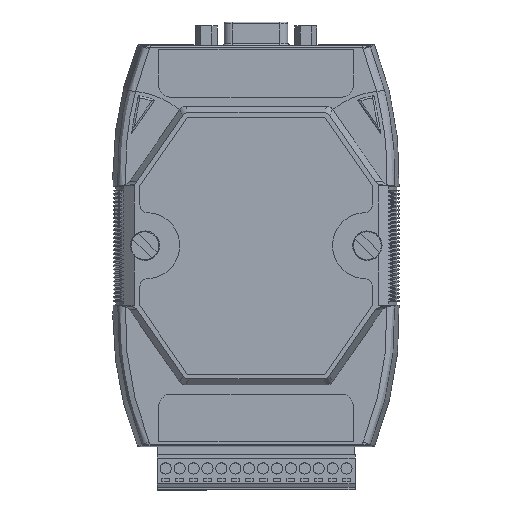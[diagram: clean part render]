
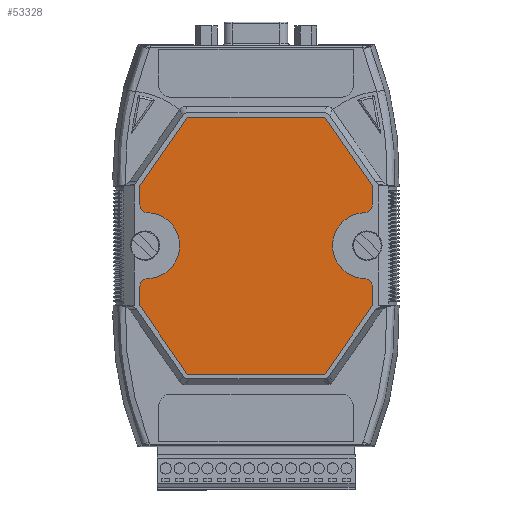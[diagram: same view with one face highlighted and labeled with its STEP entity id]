
A CAD part, top view. The second image highlights one B-rep face of the part: STEP entity #53328.
In plain terms, the highlighted face is planar.
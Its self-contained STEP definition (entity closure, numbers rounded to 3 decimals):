
#857 = DIRECTION ( 'NONE',  ( 0., 0., 1. ) ) ;
#2147 = DIRECTION ( 'NONE',  ( 0., 0., -1. ) ) ;
#3660 = EDGE_CURVE ( 'NONE', #5155, #13329, #66823, .T. ) ;
#3954 = EDGE_LOOP ( 'NONE', ( #115118, #56679, #33939, #52884, #75169, #77301, #45544, #43335, #19745, #109493, #14532, #96395, #26903, #64311, #60446, #56120 ) ) ;
#4318 = EDGE_CURVE ( 'NONE', #16762, #5256, #30445, .T. ) ;
#4335 = LINE ( 'NONE', #62239, #96424 ) ;
#5155 = VERTEX_POINT ( 'NONE', #8792 ) ;
#5256 = VERTEX_POINT ( 'NONE', #54450 ) ;
#5806 = CARTESIAN_POINT ( 'NONE',  ( 17.305, 0.3, -32.35 ) ) ;
#5994 = DIRECTION ( 'NONE',  ( 0., 1., 0. ) ) ;
#6546 = CARTESIAN_POINT ( 'NONE',  ( -27.308, 0.3, 8.296 ) ) ;
#8792 = CARTESIAN_POINT ( 'NONE',  ( -29.25, 0.3, -15.163 ) ) ;
#9289 = CARTESIAN_POINT ( 'NONE',  ( 29.25, 0.3, -10.296 ) ) ;
#10383 = CARTESIAN_POINT ( 'NONE',  ( -29.25, 0.3, 15.163 ) ) ;
#10451 = CIRCLE ( 'NONE', #33875, 2. ) ;
#12402 = EDGE_CURVE ( 'NONE', #111177, #102662, #43556, .T. ) ;
#12668 = CARTESIAN_POINT ( 'NONE',  ( 27.25, 0.3, 10.296 ) ) ;
#13329 = VERTEX_POINT ( 'NONE', #99735 ) ;
#14532 = ORIENTED_EDGE ( 'NONE', *, *, #44840, .T. ) ;
#15049 = VERTEX_POINT ( 'NONE', #32938 ) ;
#16646 = LINE ( 'NONE', #113960, #108724 ) ;
#16762 = VERTEX_POINT ( 'NONE', #25398 ) ;
#16909 = DIRECTION ( 'NONE',  ( -0.571, 0., -0.821 ) ) ;
#17013 = LINE ( 'NONE', #97640, #61747 ) ;
#17676 = DIRECTION ( 'NONE',  ( 0.571, 0., -0.821 ) ) ;
#19332 = VECTOR ( 'NONE', #102774, 1000. ) ;
#19745 = ORIENTED_EDGE ( 'NONE', *, *, #75653, .T. ) ;
#19798 = VECTOR ( 'NONE', #109325, 1000. ) ;
#21648 = DIRECTION ( 'NONE',  ( 0., 0., 1. ) ) ;
#22476 = CARTESIAN_POINT ( 'NONE',  ( 27.25, 0.3, -10.296 ) ) ;
#23512 = CARTESIAN_POINT ( 'NONE',  ( 27.25, 0.3, 10.296 ) ) ;
#23726 = VERTEX_POINT ( 'NONE', #104574 ) ;
#23761 = VERTEX_POINT ( 'NONE', #96014 ) ;
#25398 = CARTESIAN_POINT ( 'NONE',  ( 27.308, 0.3, 8.296 ) ) ;
#25794 = AXIS2_PLACEMENT_3D ( 'NONE', #22476, #84885, #31470 ) ;
#26903 = ORIENTED_EDGE ( 'NONE', *, *, #67677, .T. ) ;
#30445 = CIRCLE ( 'NONE', #39142, 8.3 ) ;
#31464 = CARTESIAN_POINT ( 'NONE',  ( -29.25, 0.3, -15.163 ) ) ;
#31470 = DIRECTION ( 'NONE',  ( 0., 0., 1. ) ) ;
#31635 = AXIS2_PLACEMENT_3D ( 'NONE', #33090, #95473, #42065 ) ;
#31813 = AXIS2_PLACEMENT_3D ( 'NONE', #40671, #103019, #49631 ) ;
#32938 = CARTESIAN_POINT ( 'NONE',  ( 29.25, 0.3, -15.163 ) ) ;
#33090 = CARTESIAN_POINT ( 'NONE',  ( -27.25, 0.3, -10.296 ) ) ;
#33875 = AXIS2_PLACEMENT_3D ( 'NONE', #37014, #99360, #45965 ) ;
#33939 = ORIENTED_EDGE ( 'NONE', *, *, #34472, .T. ) ;
#34472 = EDGE_CURVE ( 'NONE', #114953, #46554, #4335, .T. ) ;
#35777 = VECTOR ( 'NONE', #16909, 1000. ) ;
#36631 = VECTOR ( 'NONE', #2147, 1000. ) ;
#36743 = LINE ( 'NONE', #9289, #54920 ) ;
#37014 = CARTESIAN_POINT ( 'NONE',  ( -27.25, 0.3, 10.296 ) ) ;
#39142 = AXIS2_PLACEMENT_3D ( 'NONE', #107639, #54300, #857 ) ;
#40671 = CARTESIAN_POINT ( 'NONE',  ( -27.55, 0.3, 0. ) ) ;
#42065 = DIRECTION ( 'NONE',  ( 0., 0., 1. ) ) ;
#42244 = CIRCLE ( 'NONE', #31813, 8.3 ) ;
#43335 = ORIENTED_EDGE ( 'NONE', *, *, #85260, .T. ) ;
#43556 = LINE ( 'NONE', #46925, #19798 ) ;
#43578 = CARTESIAN_POINT ( 'NONE',  ( -27.308, 0.3, -8.296 ) ) ;
#44840 = EDGE_CURVE ( 'NONE', #91293, #5155, #16646, .T. ) ;
#44975 = CARTESIAN_POINT ( 'NONE',  ( 17.305, 0.3, 32.35 ) ) ;
#45544 = ORIENTED_EDGE ( 'NONE', *, *, #111983, .T. ) ;
#45965 = DIRECTION ( 'NONE',  ( 0., 0., 1. ) ) ;
#46554 = VERTEX_POINT ( 'NONE', #82738 ) ;
#46925 = CARTESIAN_POINT ( 'NONE',  ( -29.25, 0.3, 10.296 ) ) ;
#49631 = DIRECTION ( 'NONE',  ( 0., 0., 1. ) ) ;
#50876 = EDGE_CURVE ( 'NONE', #53171, #114953, #17013, .T. ) ;
#52884 = ORIENTED_EDGE ( 'NONE', *, *, #85795, .T. ) ;
#53171 = VERTEX_POINT ( 'NONE', #63788 ) ;
#53328 = ADVANCED_FACE ( 'NONE', ( #60039 ), #112775, .T. ) ;
#53950 = LINE ( 'NONE', #79336, #35777 ) ;
#54300 = DIRECTION ( 'NONE',  ( 0., -1., 0. ) ) ;
#54450 = CARTESIAN_POINT ( 'NONE',  ( 27.308, 0.3, -8.296 ) ) ;
#54920 = VECTOR ( 'NONE', #62799, 1000. ) ;
#56120 = ORIENTED_EDGE ( 'NONE', *, *, #12402, .T. ) ;
#56609 = EDGE_CURVE ( 'NONE', #23761, #16762, #63644, .T. ) ;
#56679 = ORIENTED_EDGE ( 'NONE', *, *, #50876, .T. ) ;
#60039 = FACE_OUTER_BOUND ( 'NONE', #3954, .T. ) ;
#60446 = ORIENTED_EDGE ( 'NONE', *, *, #67454, .T. ) ;
#60664 = DIRECTION ( 'NONE',  ( -0.571, 0., 0.821 ) ) ;
#61747 = VECTOR ( 'NONE', #115122, 1000. ) ;
#62239 = CARTESIAN_POINT ( 'NONE',  ( 17.305, 0.3, 32.35 ) ) ;
#62799 = DIRECTION ( 'NONE',  ( 0., 0., -1. ) ) ;
#63644 = CIRCLE ( 'NONE', #68916, 2. ) ;
#63788 = CARTESIAN_POINT ( 'NONE',  ( -17.305, 0.3, 32.35 ) ) ;
#64311 = ORIENTED_EDGE ( 'NONE', *, *, #88995, .T. ) ;
#66823 = LINE ( 'NONE', #31464, #19332 ) ;
#67454 = EDGE_CURVE ( 'NONE', #103896, #111177, #10451, .T. ) ;
#67677 = EDGE_CURVE ( 'NONE', #13329, #76962, #103868, .T. ) ;
#68440 = DIRECTION ( 'NONE',  ( 0., 0., 1. ) ) ;
#68916 = AXIS2_PLACEMENT_3D ( 'NONE', #12668, #75083, #21648 ) ;
#69764 = EDGE_CURVE ( 'NONE', #102662, #53171, #89645, .T. ) ;
#70990 = EDGE_CURVE ( 'NONE', #72134, #91293, #109114, .T. ) ;
#72134 = VERTEX_POINT ( 'NONE', #84151 ) ;
#73869 = CARTESIAN_POINT ( 'NONE',  ( 29.25, 0.3, 15.163 ) ) ;
#75083 = DIRECTION ( 'NONE',  ( 0., 1., 0. ) ) ;
#75169 = ORIENTED_EDGE ( 'NONE', *, *, #56609, .T. ) ;
#75653 = EDGE_CURVE ( 'NONE', #15049, #72134, #53950, .T. ) ;
#76962 = VERTEX_POINT ( 'NONE', #43578 ) ;
#77301 = ORIENTED_EDGE ( 'NONE', *, *, #4318, .T. ) ;
#79336 = CARTESIAN_POINT ( 'NONE',  ( 29.25, 0.3, -15.163 ) ) ;
#80986 = DIRECTION ( 'NONE',  ( 0.571, 0., 0.821 ) ) ;
#82738 = CARTESIAN_POINT ( 'NONE',  ( 29.25, 0.3, 15.163 ) ) ;
#84151 = CARTESIAN_POINT ( 'NONE',  ( 17.305, 0.3, -32.35 ) ) ;
#84885 = DIRECTION ( 'NONE',  ( 0., 1., 0. ) ) ;
#85260 = EDGE_CURVE ( 'NONE', #23726, #15049, #36743, .T. ) ;
#85433 = VECTOR ( 'NONE', #86115, 1000. ) ;
#85795 = EDGE_CURVE ( 'NONE', #46554, #23761, #110530, .T. ) ;
#86115 = DIRECTION ( 'NONE',  ( -1., 0., 0. ) ) ;
#86843 = VECTOR ( 'NONE', #80986, 1000. ) ;
#88995 = EDGE_CURVE ( 'NONE', #76962, #103896, #42244, .T. ) ;
#89645 = LINE ( 'NONE', #10383, #86843 ) ;
#91293 = VERTEX_POINT ( 'NONE', #95128 ) ;
#95128 = CARTESIAN_POINT ( 'NONE',  ( -17.305, 0.3, -32.35 ) ) ;
#95233 = CARTESIAN_POINT ( 'NONE',  ( -29.25, 0.3, 10.296 ) ) ;
#95473 = DIRECTION ( 'NONE',  ( 0., 1., 0. ) ) ;
#96014 = CARTESIAN_POINT ( 'NONE',  ( 29.25, 0.3, 10.296 ) ) ;
#96395 = ORIENTED_EDGE ( 'NONE', *, *, #3660, .T. ) ;
#96424 = VECTOR ( 'NONE', #17676, 1000. ) ;
#97640 = CARTESIAN_POINT ( 'NONE',  ( -17.305, 0.3, 32.35 ) ) ;
#99360 = DIRECTION ( 'NONE',  ( 0., 1., 0. ) ) ;
#99735 = CARTESIAN_POINT ( 'NONE',  ( -29.25, 0.3, -10.296 ) ) ;
#102662 = VERTEX_POINT ( 'NONE', #105593 ) ;
#102774 = DIRECTION ( 'NONE',  ( 0., 0., 1. ) ) ;
#103019 = DIRECTION ( 'NONE',  ( 0., -1., 0. ) ) ;
#103868 = CIRCLE ( 'NONE', #31635, 2. ) ;
#103896 = VERTEX_POINT ( 'NONE', #6546 ) ;
#104574 = CARTESIAN_POINT ( 'NONE',  ( 29.25, 0.3, -10.296 ) ) ;
#104784 = CIRCLE ( 'NONE', #25794, 2. ) ;
#105593 = CARTESIAN_POINT ( 'NONE',  ( -29.25, 0.3, 15.163 ) ) ;
#107449 = AXIS2_PLACEMENT_3D ( 'NONE', #23512, #5994, #68440 ) ;
#107639 = CARTESIAN_POINT ( 'NONE',  ( 27.55, 0.3, 0. ) ) ;
#108724 = VECTOR ( 'NONE', #60664, 1000. ) ;
#109114 = LINE ( 'NONE', #5806, #85433 ) ;
#109325 = DIRECTION ( 'NONE',  ( 0., 0., 1. ) ) ;
#109493 = ORIENTED_EDGE ( 'NONE', *, *, #70990, .T. ) ;
#110530 = LINE ( 'NONE', #73869, #36631 ) ;
#111177 = VERTEX_POINT ( 'NONE', #95233 ) ;
#111983 = EDGE_CURVE ( 'NONE', #5256, #23726, #104784, .T. ) ;
#112775 = PLANE ( 'NONE',  #107449 ) ;
#113960 = CARTESIAN_POINT ( 'NONE',  ( -17.305, 0.3, -32.35 ) ) ;
#114953 = VERTEX_POINT ( 'NONE', #44975 ) ;
#115118 = ORIENTED_EDGE ( 'NONE', *, *, #69764, .T. ) ;
#115122 = DIRECTION ( 'NONE',  ( 1., 0., 0. ) ) ;
